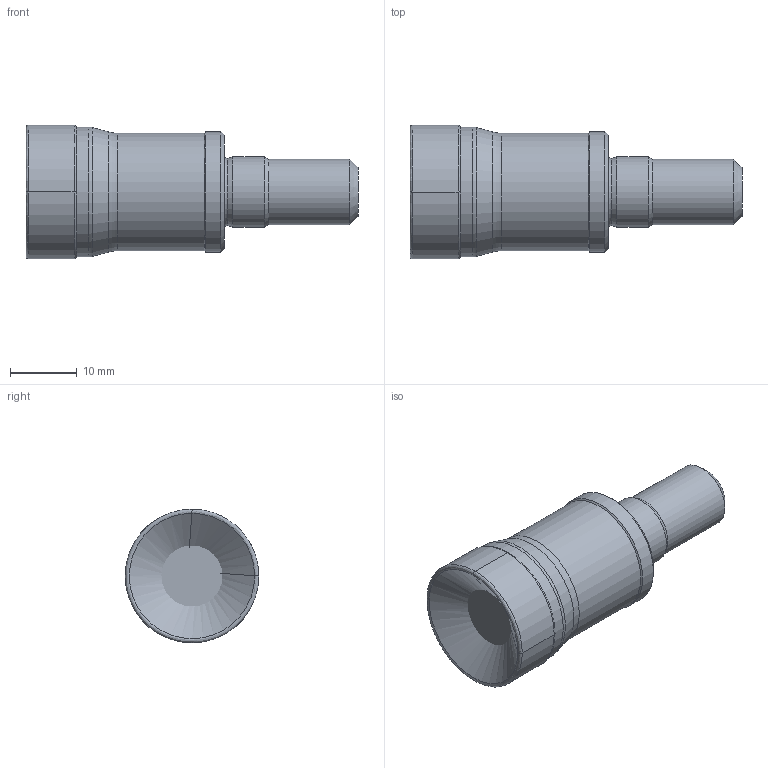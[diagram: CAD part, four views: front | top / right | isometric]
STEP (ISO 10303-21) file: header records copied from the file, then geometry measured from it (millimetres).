
FILE_DESCRIPTION(/* description */ (''),/* implementation_level */ '2;1');
FILE_NAME(/* name */ 'AEM90-DC07-D20-M10-L30-Z02-H.stp',/* time_stamp */ '2023-10-19T11:34:02+03:00',/* author */ (''),/* organization */ (''),/* preprocessor_version */ 'ST-DEVELOPER v19.4',/* originating_system */ 'SIEMENS PLM Software NX2306.5001',/* authorisation */ '');
FILE_SCHEMA (('AUTOMOTIVE_DESIGN { 1 0 10303 214 3 1 1 1 }'));
Length unit declared in the file: millimetre
Products named in the file (1): AEM90-DC07-D20-M10-L30-Z02-H-LIGHT_x_t_objects
Bounding box: 49.63 x 20 x 20 mm (x, y, z)
Volume: 10757.6 mm3; surface area: 4099.4 mm2
Topology: 2 solids, 2 shells, 37 faces, 70 edges, 36 vertices
Faces by surface type: bspline 16, cone 8, cylinder 5, torus 5, plane 3
Full cylindrical faces by diameter (mm): 9.75 x1, 10.5 x1, 17.6 x1, 18 x1, 19.4 x1
Entity records: 1048 total; most frequent: CARTESIAN_POINT 374, DIRECTION 140, ORIENTED_EDGE 104, AXIS2_PLACEMENT_3D 66, EDGE_LOOP 56, EDGE_CURVE 52, CIRCLE 40, FACE_BOUND 38
